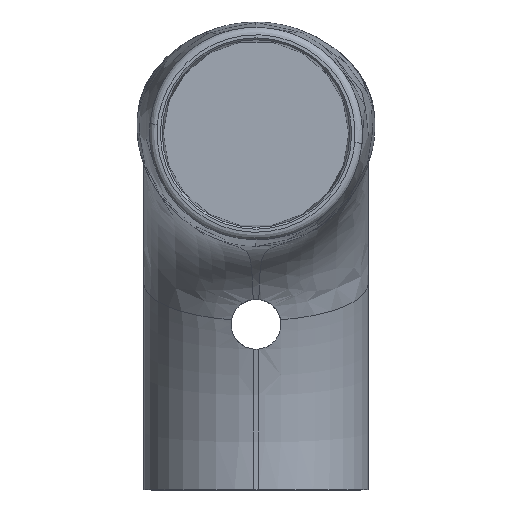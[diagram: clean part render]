
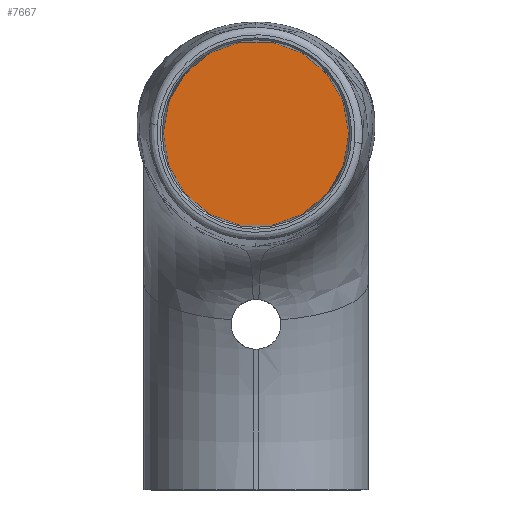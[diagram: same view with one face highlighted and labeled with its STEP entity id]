
A CAD part, top view. The second image highlights one B-rep face of the part: STEP entity #7667.
In plain terms, the highlighted planar face has unit normal (0, 0, 1).
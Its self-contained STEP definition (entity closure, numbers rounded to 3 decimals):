
#427 = PLANE ( 'NONE',  #2139 ) ;
#542 = AXIS2_PLACEMENT_3D ( 'NONE', #7410, #3124, #8134 ) ;
#667 = EDGE_LOOP ( 'NONE', ( #705, #5254 ) ) ;
#705 = ORIENTED_EDGE ( 'NONE', *, *, #5624, .T. ) ;
#1116 = DIRECTION ( 'NONE',  ( 1., 0., 0. ) ) ;
#1465 = CARTESIAN_POINT ( 'NONE',  ( 0., -3., -20. ) ) ;
#1785 = CARTESIAN_POINT ( 'NONE',  ( 0., -3., -20. ) ) ;
#2008 = VERTEX_POINT ( 'NONE', #4674 ) ;
#2139 = AXIS2_PLACEMENT_3D ( 'NONE', #1785, #5337, #1116 ) ;
#2173 = DIRECTION ( 'NONE',  ( 1., 0., 0. ) ) ;
#2902 = CIRCLE ( 'NONE', #542, 14.875 ) ;
#3124 = DIRECTION ( 'NONE',  ( 0., 0., 1. ) ) ;
#3900 = AXIS2_PLACEMENT_3D ( 'NONE', #1465, #6422, #2173 ) ;
#3915 = EDGE_CURVE ( 'NONE', #2008, #7896, #8779, .T. ) ;
#4442 = FACE_OUTER_BOUND ( 'NONE', #667, .T. ) ;
#4674 = CARTESIAN_POINT ( 'NONE',  ( -14.875, -3., -20. ) ) ;
#5254 = ORIENTED_EDGE ( 'NONE', *, *, #3915, .T. ) ;
#5337 = DIRECTION ( 'NONE',  ( 0., 0., 1. ) ) ;
#5624 = EDGE_CURVE ( 'NONE', #7896, #2008, #2902, .T. ) ;
#6422 = DIRECTION ( 'NONE',  ( 0., 0., 1. ) ) ;
#7410 = CARTESIAN_POINT ( 'NONE',  ( 0., -3., -20. ) ) ;
#7667 = ADVANCED_FACE ( 'NONE', ( #4442 ), #427, .T. ) ;
#7896 = VERTEX_POINT ( 'NONE', #9013 ) ;
#8134 = DIRECTION ( 'NONE',  ( 1., 0., 0. ) ) ;
#8779 = CIRCLE ( 'NONE', #3900, 14.875 ) ;
#9013 = CARTESIAN_POINT ( 'NONE',  ( 14.875, -3., -20. ) ) ;
